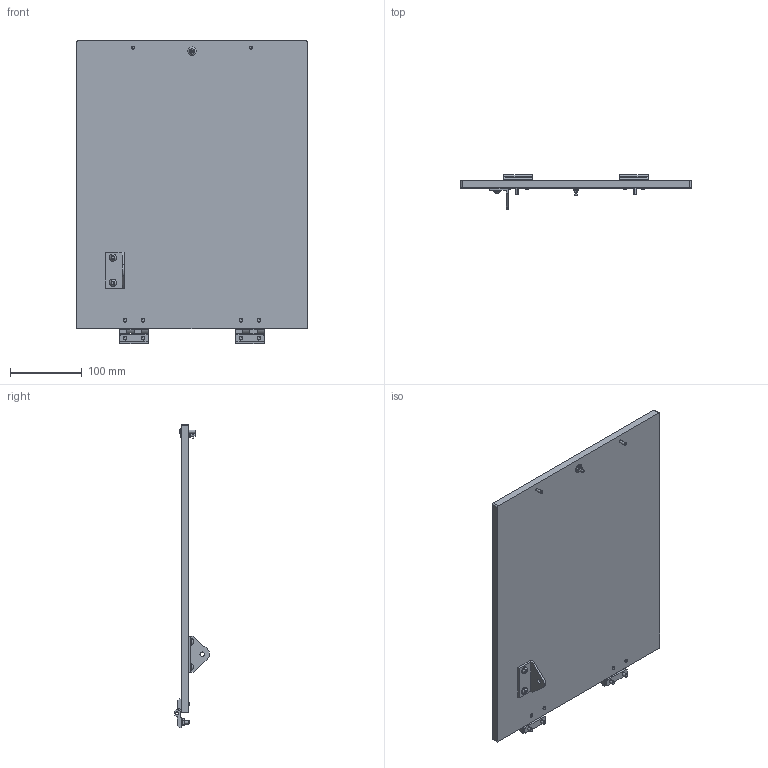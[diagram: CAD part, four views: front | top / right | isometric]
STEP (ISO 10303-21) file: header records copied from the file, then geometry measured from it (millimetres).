
FILE_DESCRIPTION (( 'STEP AP203' ), '1' );
FILE_NAME ('INGUN_114410.STEP', '2023-05-11T11:22:46', ( '' ), ( '' ), 'SwSTEP 2.0', 'SolidWorks 2021', '' );
FILE_SCHEMA (( 'CONFIG_CONTROL_DESIGN' ));
Length unit declared in the file: millimetre
Products named in the file (11): 20902~0; DIN7991~n_M05,0x016; 53031~0_S; DIN125~n_05,3 M05,0 Fase; 112064~0_S; 2281~0; ISO7380~n_M05,0x008; 114409~0_S; 2281~0_180ø<Standard>; ISO7380~n_M04,0x020; INGUN_114410
Assembly tree (23 placements, depth 3):
  INGUN_114410
    114409~0_S
    2281~0_180ø<Standard>  x2
      2281~0
    DIN7991~n_M05,0x016  x8
    53031~0_S
    ISO7380~n_M04,0x020  x2
    20902~0
    DIN125~n_05,3 M05,0 Fase  x2
    ISO7380~n_M05,0x008  x2
    112064~0_S  x2
Bounding box: 320 x 48.5 x 421.5 mm (x, y, z)
Volume: 1308852.7 mm3; surface area: 295446 mm2
Topology: 25 solids, 25 shells, 539 faces, 1329 edges, 850 vertices
Faces by surface type: plane 247, cylinder 208, cone 76, torus 8
Entity records: 8779 total; most frequent: CARTESIAN_POINT 1392, DIRECTION 1328, ORIENTED_EDGE 1152, EDGE_CURVE 576, AXIS2_PLACEMENT_3D 508, VERTEX_POINT 372, VECTOR 312, LINE 312
